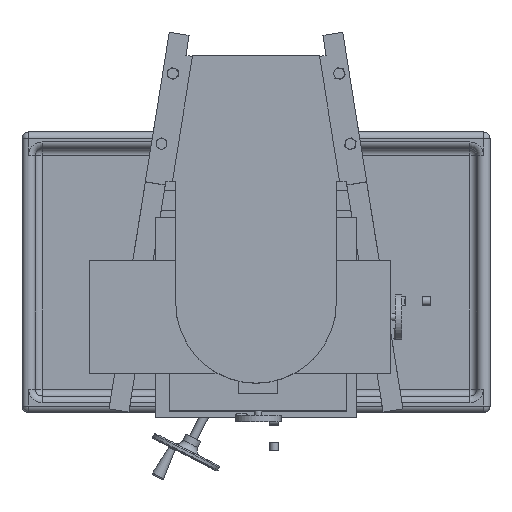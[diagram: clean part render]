
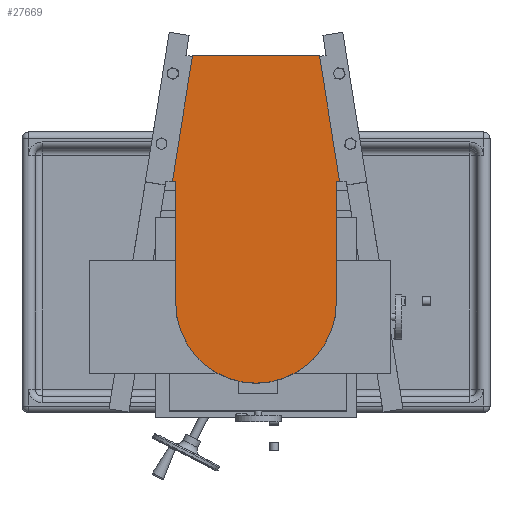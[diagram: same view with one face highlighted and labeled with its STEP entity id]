
A CAD part, top view. The second image highlights one B-rep face of the part: STEP entity #27669.
In plain terms, the highlighted planar face has unit normal (0, 0, 1).
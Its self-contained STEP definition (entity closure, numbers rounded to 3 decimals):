
#2960=PLANE('',#30365);
#4385=FACE_OUTER_BOUND('',#6038,.T.);
#6038=EDGE_LOOP('',(#21825,#21826,#21827,#21828,#21829,#21830,#21831,#21832));
#7760=LINE('',#52781,#9564);
#7764=LINE('',#52789,#9568);
#7785=LINE('',#52839,#9589);
#7799=LINE('',#52887,#9603);
#7800=LINE('',#52889,#9604);
#7801=LINE('',#52892,#9605);
#7803=LINE('',#52895,#9607);
#9564=VECTOR('',#35987,10.);
#9568=VECTOR('',#35991,10.);
#9589=VECTOR('',#36046,10.);
#9603=VECTOR('',#36090,10.);
#9604=VECTOR('',#36093,10.);
#9605=VECTOR('',#36096,10.);
#9607=VECTOR('',#36100,10.);
#11060=CIRCLE('',#30359,120.);
#12423=VERTEX_POINT('',#52778);
#12424=VERTEX_POINT('',#52780);
#12427=VERTEX_POINT('',#52786);
#12428=VERTEX_POINT('',#52788);
#12440=VERTEX_POINT('',#52837);
#12452=VERTEX_POINT('',#52878);
#12453=VERTEX_POINT('',#52880);
#12454=VERTEX_POINT('',#52891);
#15800=EDGE_CURVE('',#12424,#12423,#7760,.T.);
#15804=EDGE_CURVE('',#12428,#12427,#7764,.T.);
#15829=EDGE_CURVE('',#12423,#12440,#7785,.T.);
#15847=EDGE_CURVE('',#12452,#12453,#11060,.T.);
#15851=EDGE_CURVE('',#12424,#12452,#7799,.T.);
#15852=EDGE_CURVE('',#12427,#12453,#7800,.T.);
#15853=EDGE_CURVE('',#12454,#12428,#7801,.T.);
#15855=EDGE_CURVE('',#12440,#12454,#7803,.T.);
#21825=ORIENTED_EDGE('',*,*,#15847,.F.);
#21826=ORIENTED_EDGE('',*,*,#15851,.F.);
#21827=ORIENTED_EDGE('',*,*,#15800,.T.);
#21828=ORIENTED_EDGE('',*,*,#15829,.T.);
#21829=ORIENTED_EDGE('',*,*,#15855,.T.);
#21830=ORIENTED_EDGE('',*,*,#15853,.T.);
#21831=ORIENTED_EDGE('',*,*,#15804,.T.);
#21832=ORIENTED_EDGE('',*,*,#15852,.T.);
#27669=ADVANCED_FACE('',(#4385),#2960,.T.);
#30359=AXIS2_PLACEMENT_3D('',#52881,#36081,#36082);
#30365=AXIS2_PLACEMENT_3D('',#52896,#36101,#36102);
#35987=DIRECTION('',(0.,1.,0.));
#35991=DIRECTION('',(0.,1.,0.));
#36046=DIRECTION('',(-0.987,-0.158,0.));
#36081=DIRECTION('center_axis',(0.,0.,-1.));
#36082=DIRECTION('ref_axis',(0.707,-0.707,0.));
#36090=DIRECTION('',(1.,0.,0.));
#36093=DIRECTION('',(1.,0.,0.));
#36096=DIRECTION('',(0.987,-0.158,0.));
#36100=DIRECTION('',(0.,-1.,0.));
#36101=DIRECTION('center_axis',(0.,0.,1.));
#36102=DIRECTION('ref_axis',(1.,0.,0.));
#52778=CARTESIAN_POINT('',(93.808,125.,500.));
#52780=CARTESIAN_POINT('',(93.808,120.,500.));
#52781=CARTESIAN_POINT('',(93.808,125.,500.));
#52786=CARTESIAN_POINT('',(93.808,-120.,500.));
#52788=CARTESIAN_POINT('',(93.808,-125.,500.));
#52789=CARTESIAN_POINT('',(93.808,125.,500.));
#52837=CARTESIAN_POINT('',(-93.808,95.,500.));
#52839=CARTESIAN_POINT('',(-93.808,95.,500.));
#52878=CARTESIAN_POINT('',(275.808,120.,500.));
#52880=CARTESIAN_POINT('',(275.808,-120.,500.));
#52881=CARTESIAN_POINT('Origin',(275.808,0.,500.));
#52887=CARTESIAN_POINT('',(93.808,120.,500.));
#52889=CARTESIAN_POINT('',(93.808,-120.,500.));
#52891=CARTESIAN_POINT('',(-93.808,-95.,500.));
#52892=CARTESIAN_POINT('',(93.808,-125.,500.));
#52895=CARTESIAN_POINT('',(-93.808,-95.,500.));
#52896=CARTESIAN_POINT('Origin',(6.864,0.,500.));
